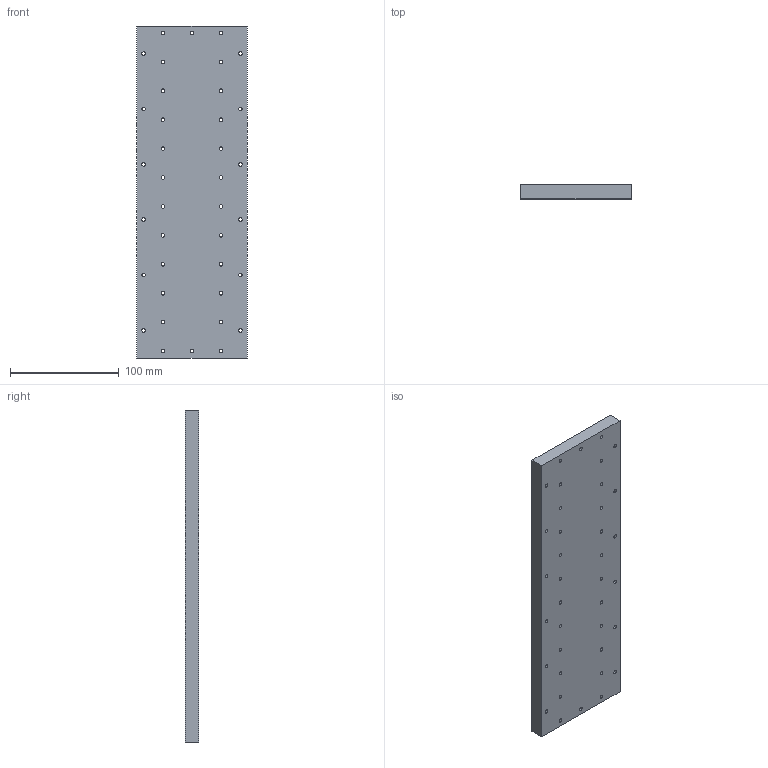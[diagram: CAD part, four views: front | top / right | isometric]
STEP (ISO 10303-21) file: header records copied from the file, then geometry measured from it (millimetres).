
FILE_DESCRIPTION(/* description */ (''),/* implementation_level */ '2;1');
FILE_NAME(/* name */ 'Ed''AlTop.stp',/* time_stamp */ '2020-04-27T17:41:26-04:00',/* author */ ('Ed'),/* organization */ (''),/* preprocessor_version */ 'ST-DEVELOPER v17.2',/* originating_system */ 'Autodesk Inventor 2019',/* authorisation */ '');
FILE_SCHEMA (('AUTOMOTIVE_DESIGN { 1 0 10303 214 3 1 1 }'));
Length unit declared in the file: inch
Products named in the file (1): AlTop
Bounding box: 101.6 x 12.7 x 304.8 mm (x, y, z)
Volume: 389156.9 mm3; surface area: 76613.4 mm2
Topology: 1 solids, 1 shells, 44 faces, 202 edges, 160 vertices
Faces by surface type: cylinder 38, plane 6
Full cylindrical faces by diameter (mm): 3.302 x38
Entity records: 2450 total; most frequent: DIRECTION 444, CARTESIAN_POINT 407, ORIENTED_EDGE 404, EDGE_CURVE 202, AXIS2_PLACEMENT_3D 197, VERTEX_POINT 160, CIRCLE 152, EDGE_LOOP 120
